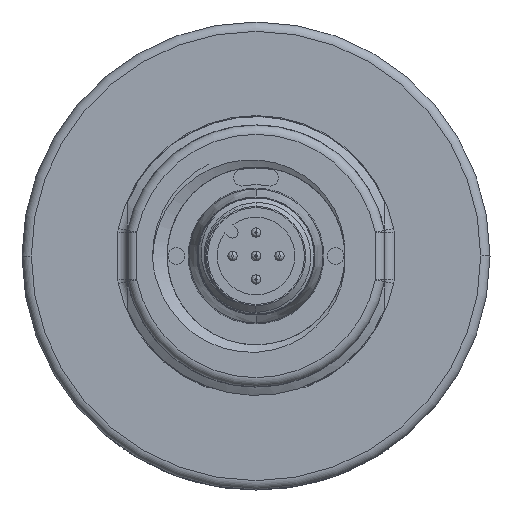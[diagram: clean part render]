
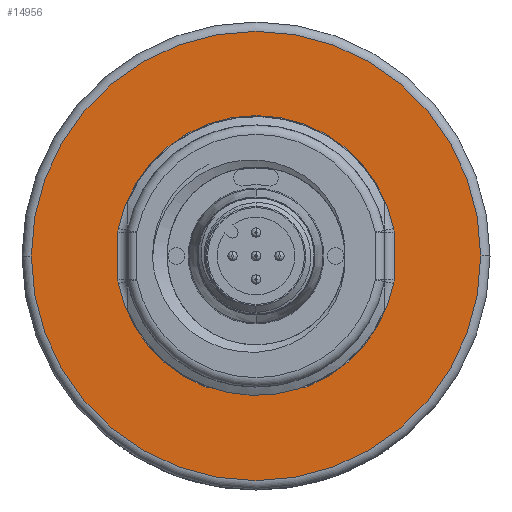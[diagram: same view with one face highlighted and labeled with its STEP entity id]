
A CAD part, front view. The second image highlights one B-rep face of the part: STEP entity #14956.
In plain terms, the highlighted planar face has unit normal (0, -1, 0).
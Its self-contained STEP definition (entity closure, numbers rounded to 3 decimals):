
#2403=CARTESIAN_POINT('',(0.,-3.,0.));
#2404=DIRECTION('',(0.,1.,0.));
#2405=DIRECTION('',(-1.,0.,0.));
#2406=AXIS2_PLACEMENT_3D('',#2403,#2404,#2405);
#2408=CARTESIAN_POINT('',(0.,-3.,0.));
#2409=DIRECTION('',(0.,1.,0.));
#2410=DIRECTION('',(1.,0.,0.));
#2411=AXIS2_PLACEMENT_3D('',#2408,#2409,#2410);
#2413=CARTESIAN_POINT('',(12.75,-3.,-2.537));
#2414=DIRECTION('',(0.,-1.,0.));
#2415=DIRECTION('',(0.981,0.,-0.195));
#2416=AXIS2_PLACEMENT_3D('',#2413,#2414,#2415);
#2418=DIRECTION('',(0.,0.,1.));
#2419=VECTOR('',#2418,5.074);
#2420=CARTESIAN_POINT('',(14.75,-3.,-2.537));
#2421=LINE('',#2420,#2419);
#2422=CARTESIAN_POINT('',(12.75,-3.,2.537));
#2423=DIRECTION('',(0.,-1.,0.));
#2424=DIRECTION('',(1.,0.,0.));
#2425=AXIS2_PLACEMENT_3D('',#2422,#2423,#2424);
#2427=CARTESIAN_POINT('',(0.,-3.,0.));
#2428=DIRECTION('',(0.,-1.,0.));
#2429=DIRECTION('',(0.981,0.,0.195));
#2430=AXIS2_PLACEMENT_3D('',#2427,#2428,#2429);
#2432=CARTESIAN_POINT('',(-12.75,-3.,2.537));
#2433=DIRECTION('',(0.,-1.,0.));
#2434=DIRECTION('',(-0.981,0.,0.195));
#2435=AXIS2_PLACEMENT_3D('',#2432,#2433,#2434);
#2437=DIRECTION('',(0.,0.,-1.));
#2438=VECTOR('',#2437,5.074);
#2439=CARTESIAN_POINT('',(-14.75,-3.,2.537));
#2440=LINE('',#2439,#2438);
#2441=CARTESIAN_POINT('',(-12.75,-3.,-2.537));
#2442=DIRECTION('',(0.,-1.,0.));
#2443=DIRECTION('',(-1.,0.,0.));
#2444=AXIS2_PLACEMENT_3D('',#2441,#2442,#2443);
#2446=CARTESIAN_POINT('',(0.,-3.,0.));
#2447=DIRECTION('',(0.,-1.,0.));
#2448=DIRECTION('',(-0.981,0.,-0.195));
#2449=AXIS2_PLACEMENT_3D('',#2446,#2447,#2448);
#2451=CARTESIAN_POINT('',(-4.888,-3.,-12.046));
#2452=DIRECTION('',(0.,-1.,0.));
#2453=DIRECTION('',(-0.376,0.,-0.927));
#2454=AXIS2_PLACEMENT_3D('',#2451,#2452,#2453);
#2456=CARTESIAN_POINT('',(0.,-3.,-19.));
#2457=DIRECTION('',(0.,1.,0.));
#2458=DIRECTION('',(-0.575,0.,0.818));
#2459=AXIS2_PLACEMENT_3D('',#2456,#2457,#2458);
#2461=CARTESIAN_POINT('',(4.888,-3.,-12.046));
#2462=DIRECTION('',(0.,-1.,0.));
#2463=DIRECTION('',(-0.575,0.,-0.818));
#2464=AXIS2_PLACEMENT_3D('',#2461,#2462,#2463);
#2466=CARTESIAN_POINT('',(0.,-3.,0.));
#2467=DIRECTION('',(0.,-1.,0.));
#2468=DIRECTION('',(0.376,0.,-0.927));
#2469=AXIS2_PLACEMENT_3D('',#2466,#2467,#2468);
#12139=CARTESIAN_POINT('',(-24.,-3.,0.));
#12140=CARTESIAN_POINT('',(24.,-3.,0.));
#12141=VERTEX_POINT('',#12139);
#12142=VERTEX_POINT('',#12140);
#12331=CARTESIAN_POINT('',(14.712,-3.,-2.928));
#12332=CARTESIAN_POINT('',(14.75,-3.,-2.537));
#12333=VERTEX_POINT('',#12331);
#12334=VERTEX_POINT('',#12332);
#12339=CARTESIAN_POINT('',(14.75,-3.,2.537));
#12340=VERTEX_POINT('',#12339);
#12341=CARTESIAN_POINT('',(14.712,-3.,2.928));
#12342=VERTEX_POINT('',#12341);
#12343=CARTESIAN_POINT('',(-14.712,-3.,2.928));
#12344=VERTEX_POINT('',#12343);
#12345=CARTESIAN_POINT('',(-14.75,-3.,2.537));
#12346=VERTEX_POINT('',#12345);
#12347=CARTESIAN_POINT('',(-14.75,-3.,-2.537));
#12348=VERTEX_POINT('',#12347);
#12351=CARTESIAN_POINT('',(-14.712,-3.,-2.928));
#12352=VERTEX_POINT('',#12351);
#12355=CARTESIAN_POINT('',(5.64,-3.,-13.899));
#12356=VERTEX_POINT('',#12355);
#12365=CARTESIAN_POINT('',(-5.64,-3.,-13.899));
#12366=VERTEX_POINT('',#12365);
#12444=CARTESIAN_POINT('',(3.738,-3.,-13.682));
#12445=VERTEX_POINT('',#12444);
#12448=CARTESIAN_POINT('',(-3.738,-3.,-13.682));
#12449=VERTEX_POINT('',#12448);
#14920=CARTESIAN_POINT('',(0.,-3.,0.));
#14921=DIRECTION('',(0.,-1.,0.));
#14922=DIRECTION('',(-1.,0.,0.));
#14923=AXIS2_PLACEMENT_3D('',#14920,#14921,#14922);
#14924=PLANE('',#14923);
#14926=ORIENTED_EDGE('',*,*,#14925,.T.);
#14928=ORIENTED_EDGE('',*,*,#14927,.T.);
#14929=EDGE_LOOP('',(#14926,#14928));
#14930=FACE_OUTER_BOUND('',#14929,.F.);
#14931=ORIENTED_EDGE('',*,*,#14910,.T.);
#14933=ORIENTED_EDGE('',*,*,#14932,.T.);
#14935=ORIENTED_EDGE('',*,*,#14934,.T.);
#14937=ORIENTED_EDGE('',*,*,#14936,.T.);
#14939=ORIENTED_EDGE('',*,*,#14938,.T.);
#14941=ORIENTED_EDGE('',*,*,#14940,.T.);
#14943=ORIENTED_EDGE('',*,*,#14942,.T.);
#14945=ORIENTED_EDGE('',*,*,#14944,.T.);
#14947=ORIENTED_EDGE('',*,*,#14946,.T.);
#14949=ORIENTED_EDGE('',*,*,#14948,.T.);
#14951=ORIENTED_EDGE('',*,*,#14950,.T.);
#14953=ORIENTED_EDGE('',*,*,#14952,.T.);
#14954=EDGE_LOOP('',(#14931,#14933,#14935,#14937,#14939,#14941,#14943,#14945,
#14947,#14949,#14951,#14953));
#14955=FACE_BOUND('',#14954,.F.);
#14956=ADVANCED_FACE('',(#14930,#14955),#14924,.T.);
#2407=CIRCLE('',#2406,24.);
#2412=CIRCLE('',#2411,24.);
#2417=CIRCLE('',#2416,2.);
#2426=CIRCLE('',#2425,2.);
#2431=CIRCLE('',#2430,15.);
#2436=CIRCLE('',#2435,2.);
#2445=CIRCLE('',#2444,2.);
#2450=CIRCLE('',#2449,15.);
#2455=CIRCLE('',#2454,2.);
#2460=CIRCLE('',#2459,6.5);
#2465=CIRCLE('',#2464,2.);
#2470=CIRCLE('',#2469,15.);
#14910=EDGE_CURVE('',#12333,#12334,#2417,.T.);
#14925=EDGE_CURVE('',#12141,#12142,#2407,.T.);
#14927=EDGE_CURVE('',#12142,#12141,#2412,.T.);
#14932=EDGE_CURVE('',#12334,#12340,#2421,.T.);
#14934=EDGE_CURVE('',#12340,#12342,#2426,.T.);
#14936=EDGE_CURVE('',#12342,#12344,#2431,.T.);
#14938=EDGE_CURVE('',#12344,#12346,#2436,.T.);
#14940=EDGE_CURVE('',#12346,#12348,#2440,.T.);
#14942=EDGE_CURVE('',#12348,#12352,#2445,.T.);
#14944=EDGE_CURVE('',#12352,#12366,#2450,.T.);
#14946=EDGE_CURVE('',#12366,#12449,#2455,.T.);
#14948=EDGE_CURVE('',#12449,#12445,#2460,.T.);
#14950=EDGE_CURVE('',#12445,#12356,#2465,.T.);
#14952=EDGE_CURVE('',#12356,#12333,#2470,.T.);
